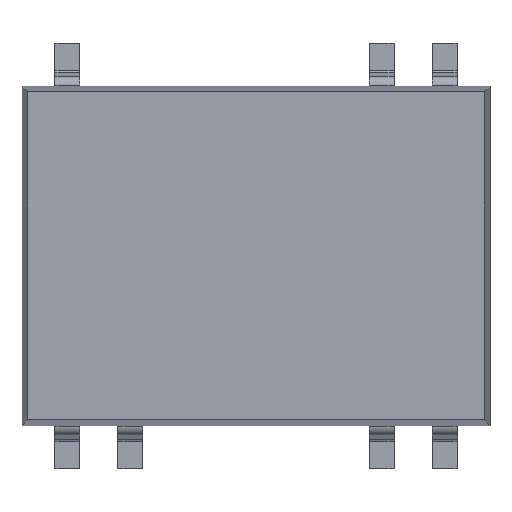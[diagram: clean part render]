
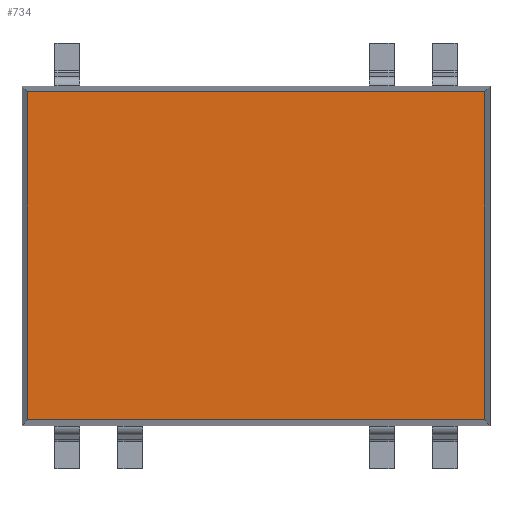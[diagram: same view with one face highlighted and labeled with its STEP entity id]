
A CAD part, top view. The second image highlights one B-rep face of the part: STEP entity #734.
In plain terms, the highlighted planar face has unit normal (0, 0, 1).
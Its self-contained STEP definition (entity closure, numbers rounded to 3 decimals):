
#195 = VERTEX_POINT('',#196);
#196 = CARTESIAN_POINT('',(-9.22,6.62,8.7));
#204 = VERTEX_POINT('',#205);
#205 = CARTESIAN_POINT('',(-9.22,-6.62,8.7));
#211 = EDGE_CURVE('',#195,#204,#212,.T.);
#212 = LINE('',#213,#214);
#213 = CARTESIAN_POINT('',(-9.22,6.85,8.7));
#214 = VECTOR('',#215,1.);
#215 = DIRECTION('',(0.,-1.,0.));
#410 = EDGE_CURVE('',#195,#411,#413,.T.);
#411 = VERTEX_POINT('',#412);
#412 = CARTESIAN_POINT('',(9.22,6.62,8.7));
#413 = LINE('',#414,#415);
#414 = CARTESIAN_POINT('',(-10.,6.62,8.7));
#415 = VECTOR('',#416,1.);
#416 = DIRECTION('',(1.,0.,0.));
#734 = ADVANCED_FACE('',(#735),#753,.T.);
#735 = FACE_BOUND('',#736,.T.);
#736 = EDGE_LOOP('',(#737,#738,#739,#747));
#737 = ORIENTED_EDGE('',*,*,#410,.F.);
#738 = ORIENTED_EDGE('',*,*,#211,.T.);
#739 = ORIENTED_EDGE('',*,*,#740,.T.);
#740 = EDGE_CURVE('',#204,#741,#743,.T.);
#741 = VERTEX_POINT('',#742);
#742 = CARTESIAN_POINT('',(9.22,-6.62,8.7));
#743 = LINE('',#744,#745);
#744 = CARTESIAN_POINT('',(-10.,-6.62,8.7));
#745 = VECTOR('',#746,1.);
#746 = DIRECTION('',(1.,0.,0.));
#747 = ORIENTED_EDGE('',*,*,#748,.F.);
#748 = EDGE_CURVE('',#411,#741,#749,.T.);
#749 = LINE('',#750,#751);
#750 = CARTESIAN_POINT('',(9.22,6.85,8.7));
#751 = VECTOR('',#752,1.);
#752 = DIRECTION('',(0.,-1.,0.));
#753 = PLANE('',#754);
#754 = AXIS2_PLACEMENT_3D('',#755,#756,#757);
#755 = CARTESIAN_POINT('',(-9.22,6.85,8.7));
#756 = DIRECTION('',(0.,0.,1.));
#757 = DIRECTION('',(1.,0.,0.));
